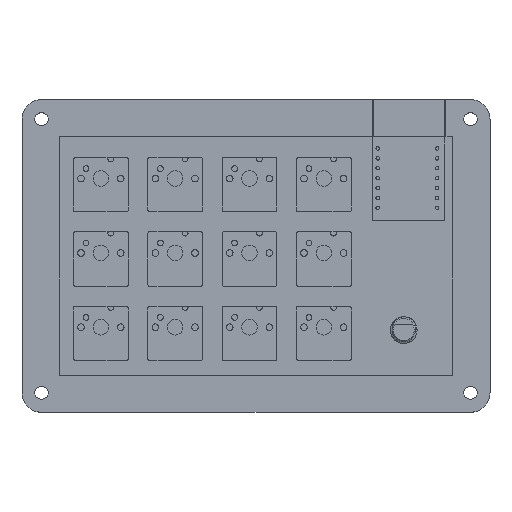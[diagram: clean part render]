
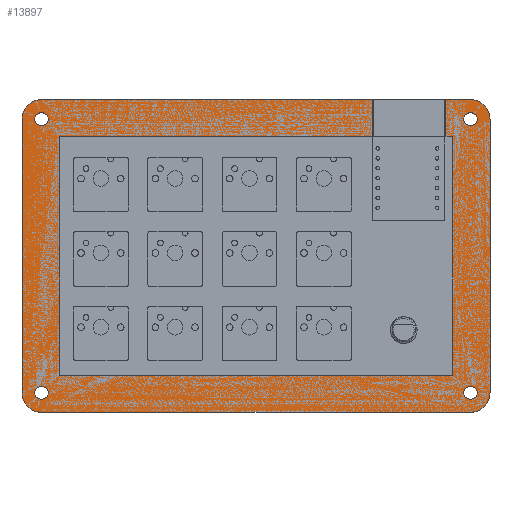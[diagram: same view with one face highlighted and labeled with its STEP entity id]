
A CAD part, top view. The second image highlights one B-rep face of the part: STEP entity #13897.
In plain terms, the highlighted planar face has unit normal (0, 0, 1).
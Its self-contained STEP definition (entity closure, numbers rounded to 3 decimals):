
#645=FACE_BOUND('',#2112,.T.);
#646=FACE_BOUND('',#2113,.T.);
#647=FACE_BOUND('',#2114,.T.);
#648=FACE_BOUND('',#2115,.T.);
#935=PLANE('',#14728);
#1330=FACE_OUTER_BOUND('',#2111,.T.);
#2111=EDGE_LOOP('',(#9605,#9606,#9607,#9608,#9609,#9610,#9611,#9612,#9613,
#9614,#9615,#9616,#9617,#9618,#9619,#9620));
#2112=EDGE_LOOP('',(#9621));
#2113=EDGE_LOOP('',(#9622));
#2114=EDGE_LOOP('',(#9623));
#2115=EDGE_LOOP('',(#9624));
#3181=LINE('',#20464,#4380);
#3184=LINE('',#20470,#4383);
#3185=LINE('',#20472,#4384);
#3186=LINE('',#20474,#4385);
#3187=LINE('',#20476,#4386);
#3188=LINE('',#20478,#4387);
#3189=LINE('',#20480,#4388);
#3190=LINE('',#20482,#4389);
#3191=LINE('',#20484,#4390);
#3192=LINE('',#20486,#4391);
#3193=LINE('',#20490,#4392);
#3194=LINE('',#20494,#4393);
#4380=VECTOR('',#16245,10.);
#4383=VECTOR('',#16250,10.);
#4384=VECTOR('',#16251,10.);
#4385=VECTOR('',#16252,10.);
#4386=VECTOR('',#16253,10.);
#4387=VECTOR('',#16254,10.);
#4388=VECTOR('',#16255,10.);
#4389=VECTOR('',#16256,10.);
#4390=VECTOR('',#16257,10.);
#4391=VECTOR('',#16258,10.);
#4392=VECTOR('',#16261,10.);
#4393=VECTOR('',#16264,10.);
#5577=CIRCLE('',#14725,5.);
#5579=CIRCLE('',#14729,5.);
#5580=CIRCLE('',#14730,5.);
#5581=CIRCLE('',#14731,5.);
#5582=CIRCLE('',#14732,1.7);
#5583=CIRCLE('',#14733,1.7);
#5584=CIRCLE('',#14734,1.7);
#5585=CIRCLE('',#14735,1.7);
#6307=VERTEX_POINT('',#20454);
#6308=VERTEX_POINT('',#20455);
#6311=VERTEX_POINT('',#20463);
#6313=VERTEX_POINT('',#20469);
#6314=VERTEX_POINT('',#20471);
#6315=VERTEX_POINT('',#20473);
#6316=VERTEX_POINT('',#20475);
#6317=VERTEX_POINT('',#20477);
#6318=VERTEX_POINT('',#20479);
#6319=VERTEX_POINT('',#20481);
#6320=VERTEX_POINT('',#20483);
#6321=VERTEX_POINT('',#20485);
#6322=VERTEX_POINT('',#20487);
#6323=VERTEX_POINT('',#20489);
#6324=VERTEX_POINT('',#20491);
#6325=VERTEX_POINT('',#20493);
#6326=VERTEX_POINT('',#20496);
#6327=VERTEX_POINT('',#20498);
#6328=VERTEX_POINT('',#20500);
#6329=VERTEX_POINT('',#20502);
#7610=EDGE_CURVE('',#6307,#6308,#5577,.T.);
#7614=EDGE_CURVE('',#6311,#6308,#3181,.T.);
#7617=EDGE_CURVE('',#6307,#6313,#3184,.T.);
#7618=EDGE_CURVE('',#6313,#6314,#3185,.T.);
#7619=EDGE_CURVE('',#6314,#6315,#3186,.T.);
#7620=EDGE_CURVE('',#6315,#6316,#3187,.T.);
#7621=EDGE_CURVE('',#6316,#6317,#3188,.T.);
#7622=EDGE_CURVE('',#6317,#6318,#3189,.T.);
#7623=EDGE_CURVE('',#6318,#6319,#3190,.T.);
#7624=EDGE_CURVE('',#6319,#6320,#3191,.T.);
#7625=EDGE_CURVE('',#6320,#6321,#3192,.T.);
#7626=EDGE_CURVE('',#6322,#6321,#5579,.T.);
#7627=EDGE_CURVE('',#6322,#6323,#3193,.T.);
#7628=EDGE_CURVE('',#6324,#6323,#5580,.T.);
#7629=EDGE_CURVE('',#6324,#6325,#3194,.T.);
#7630=EDGE_CURVE('',#6311,#6325,#5581,.T.);
#7631=EDGE_CURVE('',#6326,#6326,#5582,.T.);
#7632=EDGE_CURVE('',#6327,#6327,#5583,.T.);
#7633=EDGE_CURVE('',#6328,#6328,#5584,.T.);
#7634=EDGE_CURVE('',#6329,#6329,#5585,.T.);
#9605=ORIENTED_EDGE('',*,*,#7610,.F.);
#9606=ORIENTED_EDGE('',*,*,#7617,.T.);
#9607=ORIENTED_EDGE('',*,*,#7618,.T.);
#9608=ORIENTED_EDGE('',*,*,#7619,.T.);
#9609=ORIENTED_EDGE('',*,*,#7620,.T.);
#9610=ORIENTED_EDGE('',*,*,#7621,.T.);
#9611=ORIENTED_EDGE('',*,*,#7622,.T.);
#9612=ORIENTED_EDGE('',*,*,#7623,.T.);
#9613=ORIENTED_EDGE('',*,*,#7624,.T.);
#9614=ORIENTED_EDGE('',*,*,#7625,.T.);
#9615=ORIENTED_EDGE('',*,*,#7626,.F.);
#9616=ORIENTED_EDGE('',*,*,#7627,.T.);
#9617=ORIENTED_EDGE('',*,*,#7628,.F.);
#9618=ORIENTED_EDGE('',*,*,#7629,.T.);
#9619=ORIENTED_EDGE('',*,*,#7630,.F.);
#9620=ORIENTED_EDGE('',*,*,#7614,.T.);
#9621=ORIENTED_EDGE('',*,*,#7631,.T.);
#9622=ORIENTED_EDGE('',*,*,#7632,.T.);
#9623=ORIENTED_EDGE('',*,*,#7633,.T.);
#9624=ORIENTED_EDGE('',*,*,#7634,.T.);
#13897=ADVANCED_FACE('',(#1330,#645,#646,#647,#648),#935,.T.);
#14725=AXIS2_PLACEMENT_3D('',#20456,#16237,#16238);
#14728=AXIS2_PLACEMENT_3D('',#20468,#16248,#16249);
#14729=AXIS2_PLACEMENT_3D('',#20488,#16259,#16260);
#14730=AXIS2_PLACEMENT_3D('',#20492,#16262,#16263);
#14731=AXIS2_PLACEMENT_3D('',#20495,#16265,#16266);
#14732=AXIS2_PLACEMENT_3D('',#20497,#16267,#16268);
#14733=AXIS2_PLACEMENT_3D('',#20499,#16269,#16270);
#14734=AXIS2_PLACEMENT_3D('',#20501,#16271,#16272);
#14735=AXIS2_PLACEMENT_3D('',#20503,#16273,#16274);
#16237=DIRECTION('center_axis',(0.,0.,-1.));
#16238=DIRECTION('ref_axis',(0.707,0.707,0.));
#16245=DIRECTION('',(0.,1.,0.));
#16248=DIRECTION('center_axis',(0.,0.,1.));
#16249=DIRECTION('ref_axis',(1.,0.,0.));
#16250=DIRECTION('',(-1.,0.,0.));
#16251=DIRECTION('',(0.,-1.,0.));
#16252=DIRECTION('',(1.,0.,0.));
#16253=DIRECTION('',(0.,-1.,0.));
#16254=DIRECTION('',(-1.,0.,0.));
#16255=DIRECTION('',(0.,1.,0.));
#16256=DIRECTION('',(1.,0.,0.));
#16257=DIRECTION('',(0.,1.,0.));
#16258=DIRECTION('',(-1.,0.,0.));
#16259=DIRECTION('center_axis',(0.,0.,-1.));
#16260=DIRECTION('ref_axis',(-0.707,0.707,0.));
#16261=DIRECTION('',(0.,-1.,0.));
#16262=DIRECTION('center_axis',(0.,0.,-1.));
#16263=DIRECTION('ref_axis',(-0.707,-0.707,0.));
#16264=DIRECTION('',(1.,0.,0.));
#16265=DIRECTION('center_axis',(0.,0.,-1.));
#16266=DIRECTION('ref_axis',(0.707,-0.707,0.));
#16267=DIRECTION('center_axis',(0.,0.,-1.));
#16268=DIRECTION('ref_axis',(1.,0.,0.));
#16269=DIRECTION('center_axis',(0.,0.,-1.));
#16270=DIRECTION('ref_axis',(1.,0.,0.));
#16271=DIRECTION('center_axis',(0.,0.,-1.));
#16272=DIRECTION('ref_axis',(1.,0.,0.));
#16273=DIRECTION('center_axis',(0.,0.,-1.));
#16274=DIRECTION('ref_axis',(1.,0.,0.));
#20454=CARTESIAN_POINT('',(47.73,40.727,13.));
#20455=CARTESIAN_POINT('',(52.73,35.727,13.));
#20456=CARTESIAN_POINT('Origin',(47.73,35.727,13.));
#20463=CARTESIAN_POINT('',(52.73,-34.399,13.));
#20464=CARTESIAN_POINT('',(52.73,40.727,13.));
#20468=CARTESIAN_POINT('Origin',(47.73,35.727,13.));
#20469=CARTESIAN_POINT('',(41.444,40.727,13.));
#20470=CARTESIAN_POINT('',(-67.233,40.727,13.));
#20471=CARTESIAN_POINT('',(41.444,31.227,13.));
#20472=CARTESIAN_POINT('',(41.444,38.227,13.));
#20473=CARTESIAN_POINT('',(43.23,31.227,13.));
#20474=CARTESIAN_POINT('',(-57.733,31.227,13.));
#20475=CARTESIAN_POINT('',(43.23,-29.899,13.));
#20476=CARTESIAN_POINT('',(43.23,31.227,13.));
#20477=CARTESIAN_POINT('',(-57.733,-29.899,13.));
#20478=CARTESIAN_POINT('',(43.23,-29.899,13.));
#20479=CARTESIAN_POINT('',(-57.733,31.227,13.));
#20480=CARTESIAN_POINT('',(-57.733,-29.899,13.));
#20481=CARTESIAN_POINT('',(22.944,31.227,13.));
#20482=CARTESIAN_POINT('',(-57.733,31.227,13.));
#20483=CARTESIAN_POINT('',(22.944,40.727,13.));
#20484=CARTESIAN_POINT('',(22.944,33.477,13.));
#20485=CARTESIAN_POINT('',(-62.233,40.727,13.));
#20486=CARTESIAN_POINT('',(-67.233,40.727,13.));
#20487=CARTESIAN_POINT('',(-67.233,35.727,13.));
#20488=CARTESIAN_POINT('Origin',(-62.233,35.727,13.));
#20489=CARTESIAN_POINT('',(-67.233,-34.399,13.));
#20490=CARTESIAN_POINT('',(-67.233,-39.399,13.));
#20491=CARTESIAN_POINT('',(-62.233,-39.399,13.));
#20492=CARTESIAN_POINT('Origin',(-62.233,-34.399,13.));
#20493=CARTESIAN_POINT('',(47.73,-39.399,13.));
#20494=CARTESIAN_POINT('',(52.73,-39.399,13.));
#20495=CARTESIAN_POINT('Origin',(47.73,-34.399,13.));
#20496=CARTESIAN_POINT('',(46.03,35.727,13.));
#20497=CARTESIAN_POINT('Origin',(47.73,35.727,13.));
#20498=CARTESIAN_POINT('',(-63.933,-34.399,13.));
#20499=CARTESIAN_POINT('Origin',(-62.233,-34.399,13.));
#20500=CARTESIAN_POINT('',(-63.933,35.727,13.));
#20501=CARTESIAN_POINT('Origin',(-62.233,35.727,13.));
#20502=CARTESIAN_POINT('',(46.03,-34.399,13.));
#20503=CARTESIAN_POINT('Origin',(47.73,-34.399,13.));
